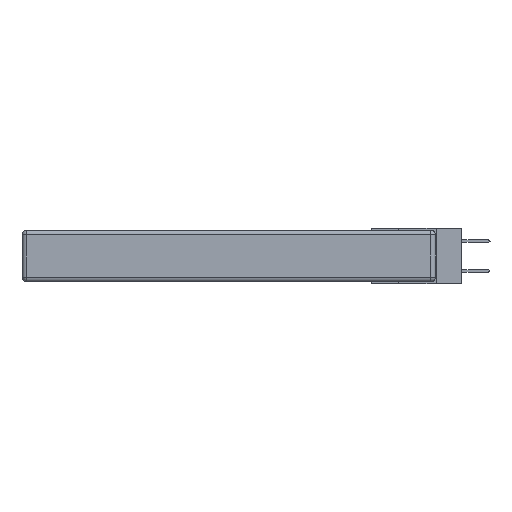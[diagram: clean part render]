
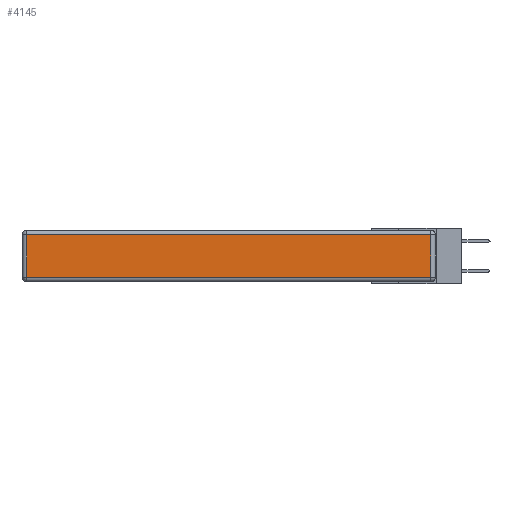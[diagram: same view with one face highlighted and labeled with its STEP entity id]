
A CAD part, left-side view. The second image highlights one B-rep face of the part: STEP entity #4145.
In plain terms, the highlighted planar face has unit normal (-1, 0, 0).
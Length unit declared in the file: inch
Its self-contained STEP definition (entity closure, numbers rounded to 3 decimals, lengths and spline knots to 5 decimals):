
#1162 = LINE ( 'NONE', #3562, #7087 ) ;
#1304 = DIRECTION ( 'NONE',  ( 0., 0., 1. ) ) ;
#1813 = AXIS2_PLACEMENT_3D ( 'NONE', #16408, #10641, #1304 ) ;
#1836 = DIRECTION ( 'NONE',  ( 0., -1., 0. ) ) ;
#2533 = EDGE_CURVE ( 'NONE', #21593, #18482, #23769, .T. ) ;
#3562 = CARTESIAN_POINT ( 'NONE',  ( 0., 0., -0.313 ) ) ;
#4145 = ADVANCED_FACE ( 'NONE', ( #22456 ), #8724, .T. ) ;
#4256 = CARTESIAN_POINT ( 'NONE',  ( 0., 0.03, -0.343 ) ) ;
#4844 = ORIENTED_EDGE ( 'NONE', *, *, #21634, .T. ) ;
#7087 = VECTOR ( 'NONE', #1836, 39.37008 ) ;
#8724 = PLANE ( 'NONE',  #1813 ) ;
#10178 = CARTESIAN_POINT ( 'NONE',  ( 0., 2.75, -0.03 ) ) ;
#10641 = DIRECTION ( 'NONE',  ( -1., 0., 0. ) ) ;
#10980 = VECTOR ( 'NONE', #23594, 39.37008 ) ;
#11480 = EDGE_CURVE ( 'NONE', #20467, #21593, #21081, .T. ) ;
#11721 = ORIENTED_EDGE ( 'NONE', *, *, #16691, .T. ) ;
#12416 = CARTESIAN_POINT ( 'NONE',  ( 0., 2.72, -0.343 ) ) ;
#13904 = CARTESIAN_POINT ( 'NONE',  ( 0., 0.03, -0.313 ) ) ;
#15222 = ORIENTED_EDGE ( 'NONE', *, *, #11480, .T. ) ;
#15830 = CARTESIAN_POINT ( 'NONE',  ( 0., 2.72, -0.313 ) ) ;
#16408 = CARTESIAN_POINT ( 'NONE',  ( 0., 0., -0.343 ) ) ;
#16691 = EDGE_CURVE ( 'NONE', #24009, #20467, #19742, .T. ) ;
#17251 = DIRECTION ( 'NONE',  ( 0., 0., 1. ) ) ;
#18482 = VERTEX_POINT ( 'NONE', #15830 ) ;
#19070 = CARTESIAN_POINT ( 'NONE',  ( 0., 0.03, -0.03 ) ) ;
#19742 = LINE ( 'NONE', #4256, #22445 ) ;
#20277 = ORIENTED_EDGE ( 'NONE', *, *, #2533, .T. ) ;
#20467 = VERTEX_POINT ( 'NONE', #19070 ) ;
#21081 = LINE ( 'NONE', #10178, #24406 ) ;
#21593 = VERTEX_POINT ( 'NONE', #24097 ) ;
#21634 = EDGE_CURVE ( 'NONE', #18482, #24009, #1162, .T. ) ;
#22445 = VECTOR ( 'NONE', #17251, 39.37008 ) ;
#22456 = FACE_OUTER_BOUND ( 'NONE', #24357, .T. ) ;
#23240 = DIRECTION ( 'NONE',  ( 0., 1., 0. ) ) ;
#23594 = DIRECTION ( 'NONE',  ( 0., 0., -1. ) ) ;
#23769 = LINE ( 'NONE', #12416, #10980 ) ;
#24009 = VERTEX_POINT ( 'NONE', #13904 ) ;
#24097 = CARTESIAN_POINT ( 'NONE',  ( 0., 2.72, -0.03 ) ) ;
#24357 = EDGE_LOOP ( 'NONE', ( #4844, #11721, #15222, #20277 ) ) ;
#24406 = VECTOR ( 'NONE', #23240, 39.37008 ) ;
